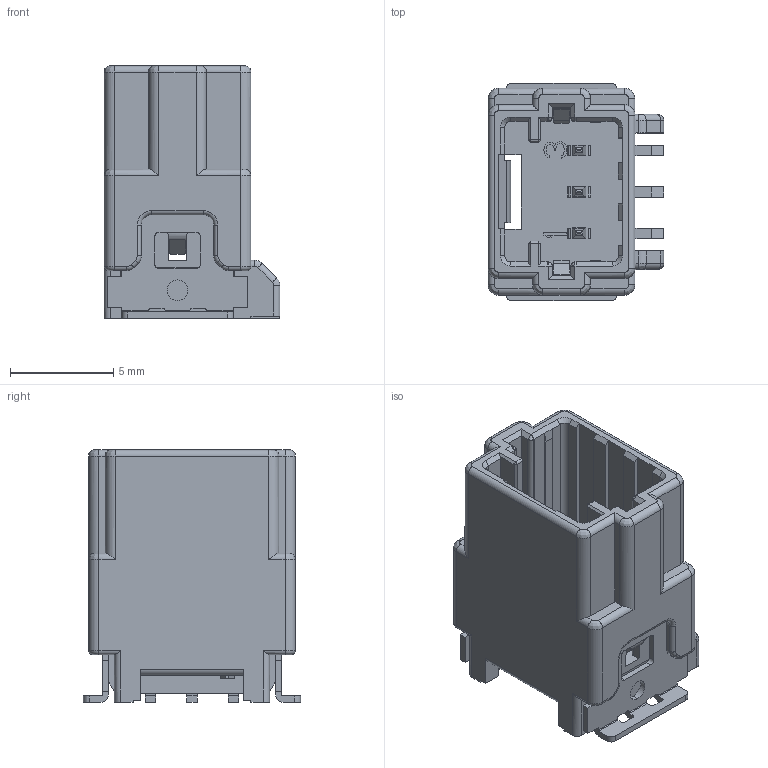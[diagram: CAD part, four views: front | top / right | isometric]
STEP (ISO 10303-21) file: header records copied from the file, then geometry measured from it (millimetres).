
FILE_DESCRIPTION((''),'2;1');
FILE_NAME('_KM1200026__020_3M_SMT_HDR_R_A_','2016-08-05T',('Personal'),(''),'PRO/ENGINEER BY PARAMETRIC TECHNOLOGY CORPORATION, 2011080','PRO/ENGINEER BY PARAMETRIC TECHNOLOGY CORPORATION, 2011080','');
FILE_SCHEMA(('CONFIG_CONTROL_DESIGN'));
Length unit declared in the file: millimetre
Products named in the file (1): _KM1200026__020_3M_SMT_HDR_R_A_
Bounding box: 8.5 x 10.5 x 12.2 mm (x, y, z)
Volume: 381 mm3; surface area: 1092.7 mm2
Topology: 1 solids, 7 shells, 849 faces, 2352 edges, 1492 vertices
Faces by surface type: plane 581, cylinder 212, cone 24, bspline 16, torus 16
Entity records: 27137 total; most frequent: CARTESIAN_POINT 5382, ORIENTED_EDGE 4688, DIRECTION 4314, EDGE_CURVE 2344, VECTOR 1856, LINE 1856, VERTEX_POINT 1492, AXIS2_PLACEMENT_3D 1229
